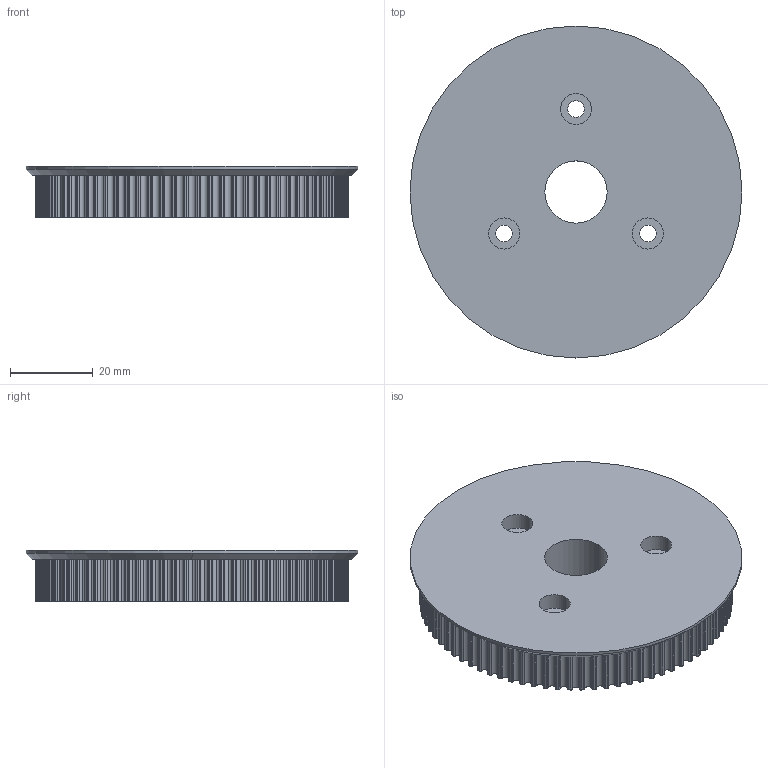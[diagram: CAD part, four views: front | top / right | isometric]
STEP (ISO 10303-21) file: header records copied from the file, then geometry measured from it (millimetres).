
FILE_DESCRIPTION (( 'STEP AP203' ), '1' );
FILE_NAME ('HTD3M 80T_Default_sldprt.STEP', '2025-10-23T01:46:09', ( '' ), ( '' ), 'SwSTEP 2.0', 'SolidWorks 2024', '' );
FILE_SCHEMA (( 'CONFIG_CONTROL_DESIGN' ));
Length unit declared in the file: millimetre
Products named in the file (1): HTD3M 80T_Default_sldprt
Bounding box: 80 x 80 x 12.4 mm (x, y, z)
Volume: 51915.4 mm3; surface area: 14746 mm2
Topology: 1 solids, 1 shells, 579 faces, 1717 edges, 1144 vertices
Faces by surface type: cylinder 411, plane 166, cone 2
Entity records: 19872 total; most frequent: DIRECTION 3701, CARTESIAN_POINT 3441, ORIENTED_EDGE 3434, EDGE_CURVE 1717, AXIS2_PLACEMENT_3D 1404, VERTEX_POINT 1144, VECTOR 893, LINE 893
